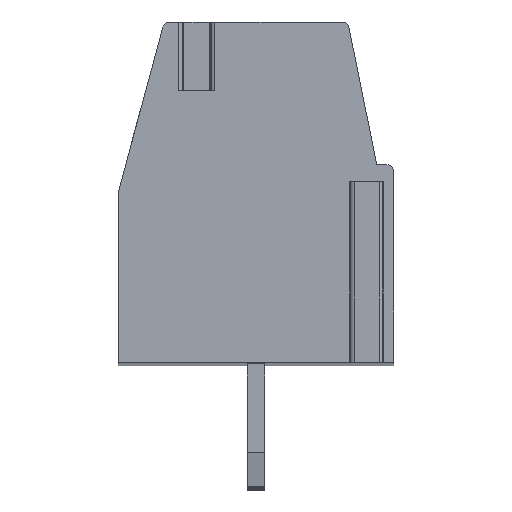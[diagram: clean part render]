
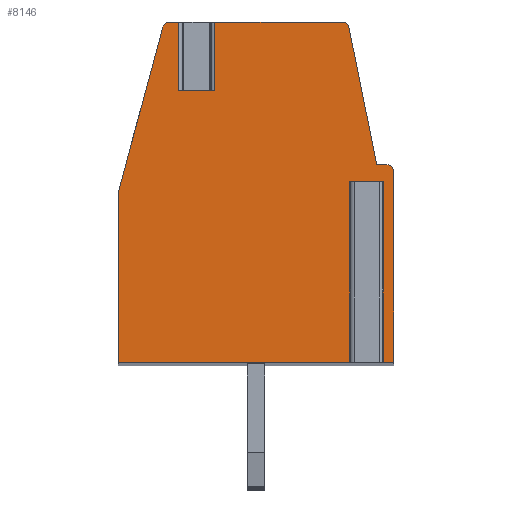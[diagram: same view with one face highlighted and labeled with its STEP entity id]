
A CAD part, top view. The second image highlights one B-rep face of the part: STEP entity #8146.
In plain terms, the highlighted planar face has unit normal (0, 0, 1).
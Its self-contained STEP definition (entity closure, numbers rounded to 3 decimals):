
#314=DIRECTION('',(-1.,0.,0.));
#315=VECTOR('',#314,1.07);
#316=CARTESIAN_POINT('',(-1.21,3.,2.5));
#317=LINE('',#316,#315);
#318=DIRECTION('',(0.,1.,0.));
#319=VECTOR('',#318,2.);
#320=CARTESIAN_POINT('',(-1.21,3.,2.5));
#321=LINE('',#320,#319);
#322=DIRECTION('',(-1.,0.,0.));
#323=VECTOR('',#322,3.746);
#324=CARTESIAN_POINT('',(2.536,5.,2.5));
#325=LINE('',#324,#323);
#326=CARTESIAN_POINT('',(2.536,4.8,2.5));
#327=DIRECTION('',(0.,0.,1.));
#328=DIRECTION('',(0.98,0.198,0.));
#329=AXIS2_PLACEMENT_3D('',#326,#327,#328);
#331=DIRECTION('',(-0.198,0.98,0.));
#332=VECTOR('',#331,4.122);
#333=CARTESIAN_POINT('',(3.55,0.8,2.5));
#334=LINE('',#333,#332);
#335=DIRECTION('',(-1.,0.,0.));
#336=VECTOR('',#335,0.3);
#337=CARTESIAN_POINT('',(3.85,0.8,2.5));
#338=LINE('',#337,#336);
#339=CARTESIAN_POINT('',(3.85,0.6,2.5));
#340=DIRECTION('',(0.,0.,1.));
#341=DIRECTION('',(1.,0.,0.));
#342=AXIS2_PLACEMENT_3D('',#339,#340,#341);
#344=DIRECTION('',(0.,1.,0.));
#345=VECTOR('',#344,5.6);
#346=CARTESIAN_POINT('',(4.05,-5.,2.5));
#347=LINE('',#346,#345);
#348=DIRECTION('',(1.,0.,0.));
#349=VECTOR('',#348,0.495);
#350=CARTESIAN_POINT('',(3.555,-5.,2.5));
#351=LINE('',#350,#349);
#352=DIRECTION('',(0.,1.,0.));
#353=VECTOR('',#352,5.3);
#354=CARTESIAN_POINT('',(3.555,-5.,2.5));
#355=LINE('',#354,#353);
#356=DIRECTION('',(1.,0.,0.));
#357=VECTOR('',#356,0.6);
#358=CARTESIAN_POINT('',(2.955,0.3,2.5));
#359=LINE('',#358,#357);
#360=DIRECTION('',(0.,1.,0.));
#361=VECTOR('',#360,5.3);
#362=CARTESIAN_POINT('',(2.955,-5.,2.5));
#363=LINE('',#362,#361);
#364=DIRECTION('',(1.,0.,0.));
#365=VECTOR('',#364,7.005);
#366=CARTESIAN_POINT('',(-4.05,-5.,2.5));
#367=LINE('',#366,#365);
#368=DIRECTION('',(0.,-1.,0.));
#369=VECTOR('',#368,5.);
#370=CARTESIAN_POINT('',(-4.05,0.,2.5));
#371=LINE('',#370,#369);
#372=DIRECTION('',(-0.261,-0.965,0.));
#373=VECTOR('',#372,5.026);
#374=CARTESIAN_POINT('',(-2.74,4.852,2.5));
#375=LINE('',#374,#373);
#376=CARTESIAN_POINT('',(-2.547,4.8,2.5));
#377=DIRECTION('',(0.,0.,1.));
#378=DIRECTION('',(0.,1.,0.));
#379=AXIS2_PLACEMENT_3D('',#376,#377,#378);
#381=DIRECTION('',(-1.,0.,0.));
#382=VECTOR('',#381,0.267);
#383=CARTESIAN_POINT('',(-2.28,5.,2.5));
#384=LINE('',#383,#382);
#385=DIRECTION('',(0.,1.,0.));
#386=VECTOR('',#385,2.);
#387=CARTESIAN_POINT('',(-2.28,3.,2.5));
#388=LINE('',#387,#386);
#6057=CARTESIAN_POINT('',(4.05,-5.,2.5));
#6058=CARTESIAN_POINT('',(4.05,0.6,2.5));
#6059=VERTEX_POINT('',#6057);
#6060=VERTEX_POINT('',#6058);
#6061=CARTESIAN_POINT('',(3.85,0.8,2.5));
#6062=VERTEX_POINT('',#6061);
#6063=CARTESIAN_POINT('',(3.55,0.8,2.5));
#6064=VERTEX_POINT('',#6063);
#6065=CARTESIAN_POINT('',(2.732,4.84,2.5));
#6066=VERTEX_POINT('',#6065);
#6067=CARTESIAN_POINT('',(2.536,5.,2.5));
#6068=VERTEX_POINT('',#6067);
#6069=CARTESIAN_POINT('',(-2.547,5.,2.5));
#6070=CARTESIAN_POINT('',(-2.74,4.852,2.5));
#6071=VERTEX_POINT('',#6069);
#6072=VERTEX_POINT('',#6070);
#6073=CARTESIAN_POINT('',(-4.05,0.,2.5));
#6074=VERTEX_POINT('',#6073);
#6075=CARTESIAN_POINT('',(-4.05,-5.,2.5));
#6076=VERTEX_POINT('',#6075);
#6093=CARTESIAN_POINT('',(2.955,0.3,2.5));
#6094=CARTESIAN_POINT('',(3.555,0.3,2.5));
#6095=VERTEX_POINT('',#6093);
#6096=VERTEX_POINT('',#6094);
#6097=CARTESIAN_POINT('',(2.955,-5.,2.5));
#6098=VERTEX_POINT('',#6097);
#6099=CARTESIAN_POINT('',(3.555,-5.,2.5));
#6100=VERTEX_POINT('',#6099);
#6169=CARTESIAN_POINT('',(-1.21,3.,2.5));
#6170=CARTESIAN_POINT('',(-2.28,3.,2.5));
#6171=VERTEX_POINT('',#6169);
#6172=VERTEX_POINT('',#6170);
#6173=CARTESIAN_POINT('',(-2.28,5.,2.5));
#6174=VERTEX_POINT('',#6173);
#6175=CARTESIAN_POINT('',(-1.21,5.,2.5));
#6176=VERTEX_POINT('',#6175);
#8106=CARTESIAN_POINT('',(0.,0.,2.5));
#8107=DIRECTION('',(0.,0.,1.));
#8108=DIRECTION('',(1.,0.,0.));
#8109=AXIS2_PLACEMENT_3D('',#8106,#8107,#8108);
#8110=PLANE('',#8109);
#8112=ORIENTED_EDGE('',*,*,#8111,.F.);
#8113=ORIENTED_EDGE('',*,*,#8097,.T.);
#8114=ORIENTED_EDGE('',*,*,#7960,.F.);
#8116=ORIENTED_EDGE('',*,*,#8115,.F.);
#8118=ORIENTED_EDGE('',*,*,#8117,.F.);
#8120=ORIENTED_EDGE('',*,*,#8119,.F.);
#8122=ORIENTED_EDGE('',*,*,#8121,.F.);
#8124=ORIENTED_EDGE('',*,*,#8123,.F.);
#8126=ORIENTED_EDGE('',*,*,#8125,.F.);
#8128=ORIENTED_EDGE('',*,*,#8127,.T.);
#8130=ORIENTED_EDGE('',*,*,#8129,.F.);
#8132=ORIENTED_EDGE('',*,*,#8131,.F.);
#8134=ORIENTED_EDGE('',*,*,#8133,.F.);
#8136=ORIENTED_EDGE('',*,*,#8135,.F.);
#8138=ORIENTED_EDGE('',*,*,#8137,.F.);
#8140=ORIENTED_EDGE('',*,*,#8139,.F.);
#8141=ORIENTED_EDGE('',*,*,#7943,.F.);
#8143=ORIENTED_EDGE('',*,*,#8142,.F.);
#8144=EDGE_LOOP('',(#8112,#8113,#8114,#8116,#8118,#8120,#8122,#8124,#8126,#8128,
#8130,#8132,#8134,#8136,#8138,#8140,#8141,#8143));
#8145=FACE_OUTER_BOUND('',#8144,.F.);
#330=CIRCLE('',#329,0.2);
#343=CIRCLE('',#342,0.2);
#380=CIRCLE('',#379,0.2);
#7943=EDGE_CURVE('',#6174,#6071,#384,.T.);
#7960=EDGE_CURVE('',#6068,#6176,#325,.T.);
#8097=EDGE_CURVE('',#6171,#6176,#321,.T.);
#8111=EDGE_CURVE('',#6171,#6172,#317,.T.);
#8115=EDGE_CURVE('',#6066,#6068,#330,.T.);
#8117=EDGE_CURVE('',#6064,#6066,#334,.T.);
#8119=EDGE_CURVE('',#6062,#6064,#338,.T.);
#8121=EDGE_CURVE('',#6060,#6062,#343,.T.);
#8123=EDGE_CURVE('',#6059,#6060,#347,.T.);
#8125=EDGE_CURVE('',#6100,#6059,#351,.T.);
#8127=EDGE_CURVE('',#6100,#6096,#355,.T.);
#8129=EDGE_CURVE('',#6095,#6096,#359,.T.);
#8131=EDGE_CURVE('',#6098,#6095,#363,.T.);
#8133=EDGE_CURVE('',#6076,#6098,#367,.T.);
#8135=EDGE_CURVE('',#6074,#6076,#371,.T.);
#8137=EDGE_CURVE('',#6072,#6074,#375,.T.);
#8139=EDGE_CURVE('',#6071,#6072,#380,.T.);
#8142=EDGE_CURVE('',#6172,#6174,#388,.T.);
#8146=ADVANCED_FACE('',(#8145),#8110,.T.);
